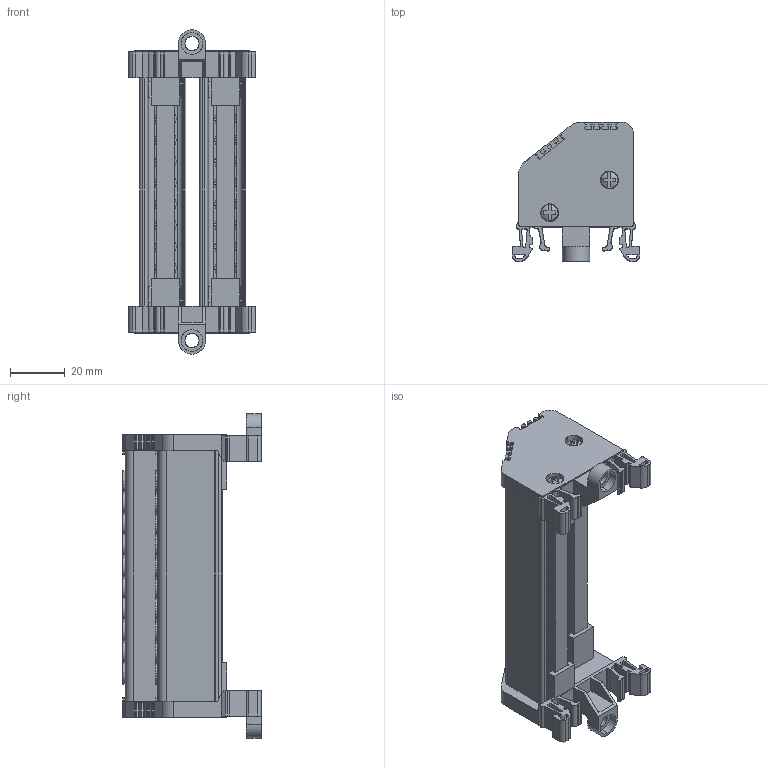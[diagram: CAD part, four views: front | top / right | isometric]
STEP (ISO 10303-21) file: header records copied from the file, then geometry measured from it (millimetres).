
FILE_DESCRIPTION (( 'STEP AP203' ), '1' );
FILE_NAME ('7x12 Ýki Kutuplu Daðýtýcý Ünite - 10 Delikli.STEP', '2019-02-20T12:49:43', ( '' ), ( '' ), 'SwSTEP 2.0', 'SolidWorks 2011', '' );
FILE_SCHEMA (( 'CONFIG_CONTROL_DESIGN' ));
Products named in the file (1): 7x12 Ýki Kutuplu Daðýtýcý Ünite - 10 Delikli
Bounding box: 46.6 x 50.84 x 118.66 mm (x, y, z)
Volume: 48072 mm3; surface area: 45577.6 mm2
Topology: 1 solids, 7 shells, 1967 faces, 5660 edges, 3761 vertices
Faces by surface type: plane 991, cylinder 673, cone 249, bspline 44, torus 10
Entity records: 84568 total; most frequent: CARTESIAN_POINT 38532, ORIENTED_EDGE 11320, DIRECTION 6688, EDGE_CURVE 5660, VERTEX_POINT 3761, B_SPLINE_CURVE_WITH_KNOTS 2850, LINE 2772, VECTOR 2772
